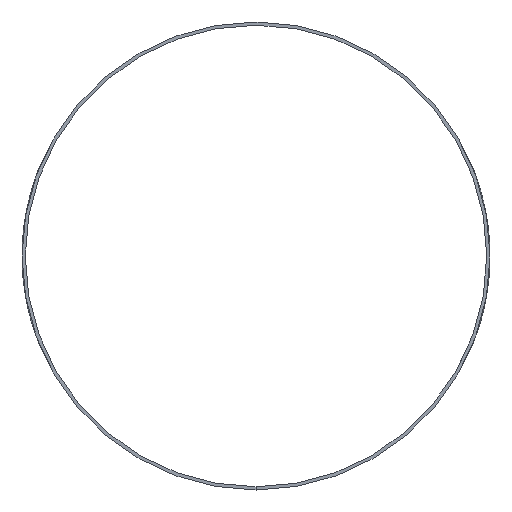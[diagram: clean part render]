
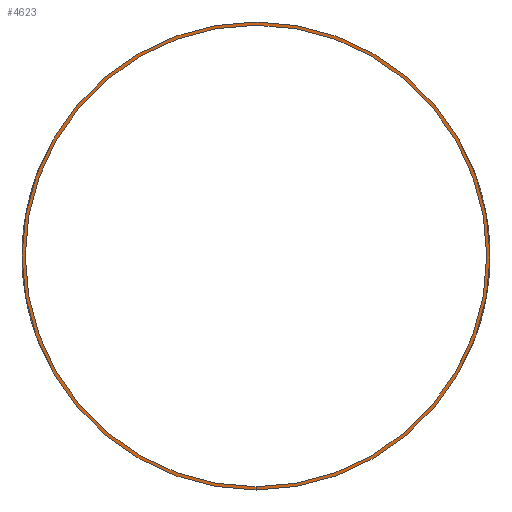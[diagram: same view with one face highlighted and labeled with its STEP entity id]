
A CAD part, front view. The second image highlights one B-rep face of the part: STEP entity #4623.
In plain terms, the highlighted planar face has unit normal (0, -1, 0).
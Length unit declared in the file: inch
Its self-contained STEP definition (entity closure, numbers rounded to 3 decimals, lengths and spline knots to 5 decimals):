
#182 = VERTEX_POINT ( 'NONE', #5219 ) ;
#387 = CARTESIAN_POINT ( 'NONE',  ( 0., 0., 0. ) ) ;
#388 = DIRECTION ( 'NONE',  ( 0., -1., 0. ) ) ;
#475 = DIRECTION ( 'NONE',  ( 0., 0., 1. ) ) ;
#562 = ORIENTED_EDGE ( 'NONE', *, *, #5984, .T. ) ;
#742 = EDGE_CURVE ( 'NONE', #1956, #4208, #4603, .T. ) ;
#856 = DIRECTION ( 'NONE',  ( 0., -1., 0. ) ) ;
#1027 = CARTESIAN_POINT ( 'NONE',  ( 0., 0., 0. ) ) ;
#1341 = VERTEX_POINT ( 'NONE', #3019 ) ;
#1689 = DIRECTION ( 'NONE',  ( 0., 0., -1. ) ) ;
#1734 = EDGE_CURVE ( 'NONE', #4208, #1341, #2770, .T. ) ;
#1956 = VERTEX_POINT ( 'NONE', #2339 ) ;
#2084 = VECTOR ( 'NONE', #2627, 39.37008 ) ;
#2242 = EDGE_LOOP ( 'NONE', ( #2399, #562, #3432, #5129 ) ) ;
#2255 = CARTESIAN_POINT ( 'NONE',  ( 0., 0., 0. ) ) ;
#2282 = AXIS2_PLACEMENT_3D ( 'NONE', #1027, #5309, #2919 ) ;
#2339 = CARTESIAN_POINT ( 'NONE',  ( 0.00157, 0., -8.975 ) ) ;
#2399 = ORIENTED_EDGE ( 'NONE', *, *, #742, .F. ) ;
#2401 = CARTESIAN_POINT ( 'NONE',  ( 0.00154, 0., -8.85 ) ) ;
#2627 = DIRECTION ( 'NONE',  ( 0., 0., 1. ) ) ;
#2770 = CIRCLE ( 'NONE', #5813, 8.85 ) ;
#2919 = DIRECTION ( 'NONE',  ( 0., 0., 1. ) ) ;
#2971 = VECTOR ( 'NONE', #475, 39.37008 ) ;
#3019 = CARTESIAN_POINT ( 'NONE',  ( 0., 0., -8.85 ) ) ;
#3057 = LINE ( 'NONE', #5823, #2084 ) ;
#3262 = CARTESIAN_POINT ( 'NONE',  ( 0.00154, 0., -8.85 ) ) ;
#3432 = ORIENTED_EDGE ( 'NONE', *, *, #5463, .T. ) ;
#3460 = AXIS2_PLACEMENT_3D ( 'NONE', #2255, #388, #1689 ) ;
#3896 = FACE_OUTER_BOUND ( 'NONE', #2242, .T. ) ;
#4208 = VERTEX_POINT ( 'NONE', #2401 ) ;
#4603 = LINE ( 'NONE', #3262, #2971 ) ;
#4623 = ADVANCED_FACE ( 'NONE', ( #3896 ), #4840, .F. ) ;
#4840 = PLANE ( 'NONE',  #2282 ) ;
#5129 = ORIENTED_EDGE ( 'NONE', *, *, #1734, .F. ) ;
#5219 = CARTESIAN_POINT ( 'NONE',  ( 0., 0., -8.975 ) ) ;
#5309 = DIRECTION ( 'NONE',  ( 0., 1., 0. ) ) ;
#5463 = EDGE_CURVE ( 'NONE', #182, #1341, #3057, .T. ) ;
#5543 = DIRECTION ( 'NONE',  ( 0., 0., -1. ) ) ;
#5725 = CIRCLE ( 'NONE', #3460, 8.975 ) ;
#5813 = AXIS2_PLACEMENT_3D ( 'NONE', #387, #856, #5543 ) ;
#5823 = CARTESIAN_POINT ( 'NONE',  ( 0., 0., -8.85 ) ) ;
#5984 = EDGE_CURVE ( 'NONE', #1956, #182, #5725, .T. ) ;
